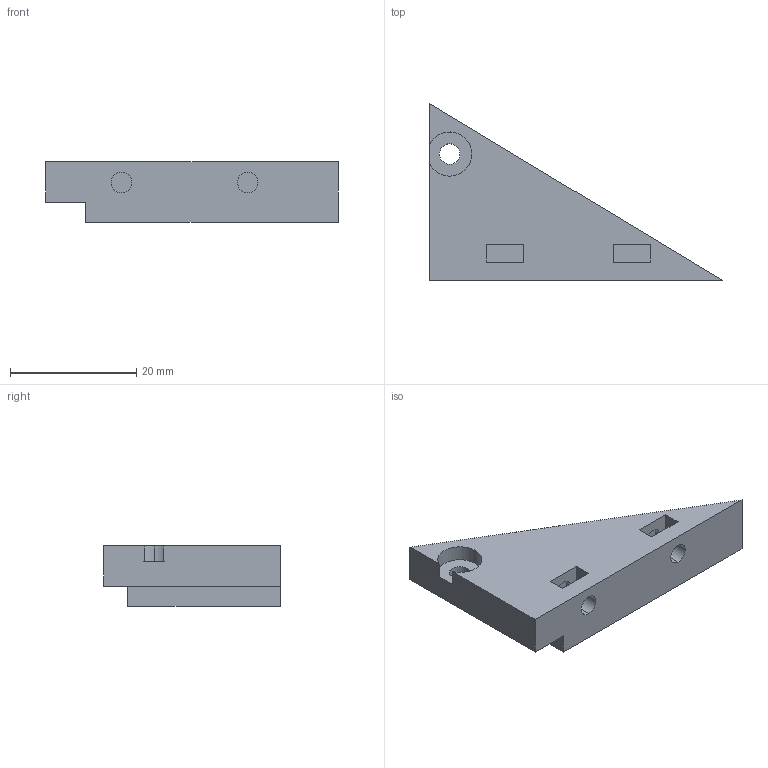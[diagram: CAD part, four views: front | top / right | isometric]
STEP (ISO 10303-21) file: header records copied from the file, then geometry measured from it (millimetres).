
FILE_DESCRIPTION (( 'STEP AP214' ), '1' );
FILE_NAME ('gusset_L_181126.STEP', '2018-11-27T00:48:27', ( '' ), ( '' ), 'SwSTEP 2.0', 'SolidWorks 2018', '' );
FILE_SCHEMA (( 'AUTOMOTIVE_DESIGN' ));
Length unit declared in the file: millimetre
Products named in the file (1): gusset_L_181126
Bounding box: 46.35 x 28 x 9.53 mm (x, y, z)
Volume: 5253.6 mm3; surface area: 2799.3 mm2
Topology: 1 solids, 1 shells, 32 faces, 78 edges, 52 vertices
Faces by surface type: plane 20, cylinder 12
Entity records: 992 total; most frequent: DIRECTION 168, CARTESIAN_POINT 163, ORIENTED_EDGE 156, EDGE_CURVE 78, AXIS2_PLACEMENT_3D 57, LINE 54, VECTOR 54, VERTEX_POINT 52
